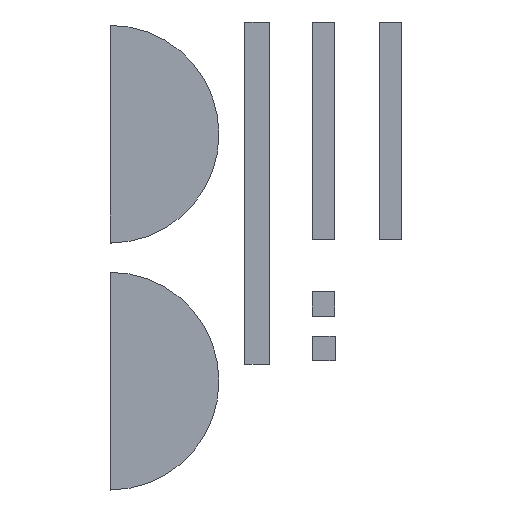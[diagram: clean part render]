
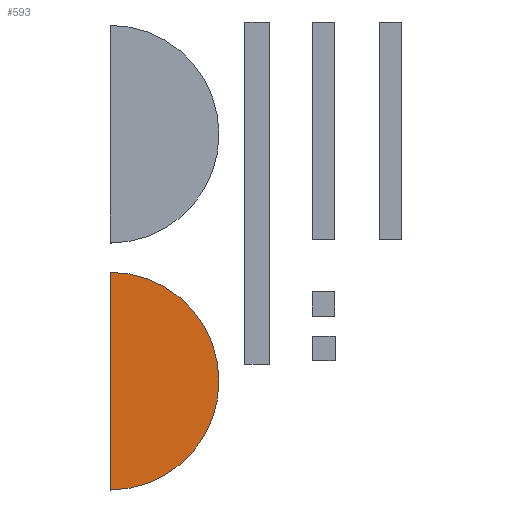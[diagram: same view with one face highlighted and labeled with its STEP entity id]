
A CAD part, top view. The second image highlights one B-rep face of the part: STEP entity #593.
In plain terms, the highlighted planar face has unit normal (0, 0, 1).
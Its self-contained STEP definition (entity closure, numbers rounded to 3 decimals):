
#28=CIRCLE('',#679,48.5);
#81=FACE_OUTER_BOUND('',#119,.T.);
#119=EDGE_LOOP('',(#517,#518));
#187=LINE('',#1006,#255);
#255=VECTOR('',#833,10.);
#303=VERTEX_POINT('',#1003);
#304=VERTEX_POINT('',#1005);
#373=EDGE_CURVE('',#304,#303,#187,.T.);
#376=EDGE_CURVE('',#303,#304,#28,.T.);
#517=ORIENTED_EDGE('',*,*,#376,.T.);
#518=ORIENTED_EDGE('',*,*,#373,.T.);
#555=PLANE('',#680);
#593=ADVANCED_FACE('',(#81),#555,.T.);
#679=AXIS2_PLACEMENT_3D('',#1010,#839,#840);
#680=AXIS2_PLACEMENT_3D('',#1011,#841,#842);
#833=DIRECTION('',(0.,-1.,0.));
#839=DIRECTION('center_axis',(0.,0.,1.));
#840=DIRECTION('ref_axis',(0.,-1.,0.));
#841=DIRECTION('center_axis',(0.,0.,1.));
#842=DIRECTION('ref_axis',(1.,0.,0.));
#1003=CARTESIAN_POINT('',(0.,-158.5,1.));
#1005=CARTESIAN_POINT('',(0.,-61.5,1.));
#1006=CARTESIAN_POINT('',(0.,-61.5,1.));
#1010=CARTESIAN_POINT('Origin',(0.,-110.,1.));
#1011=CARTESIAN_POINT('Origin',(24.25,-110.,1.));
